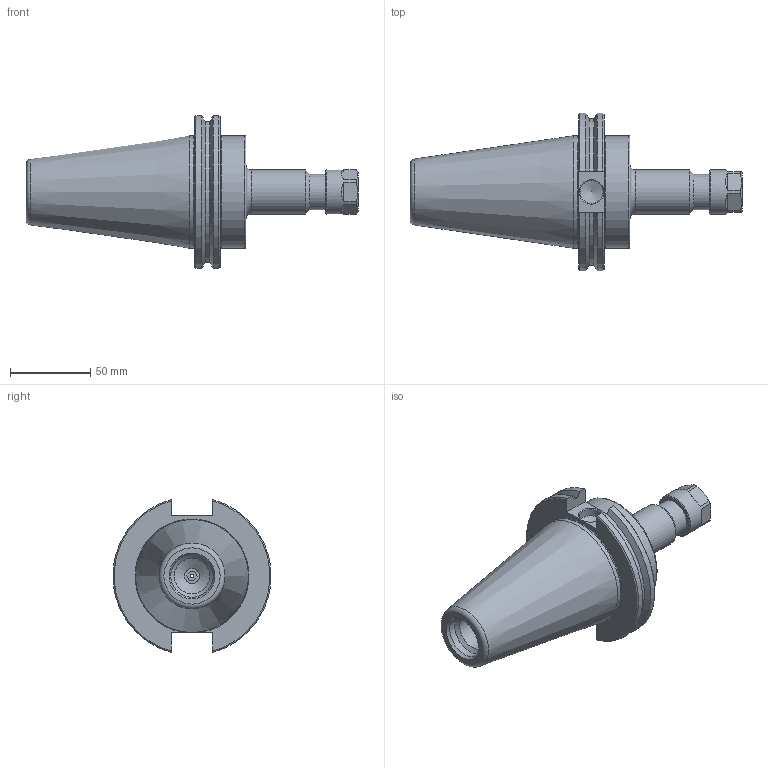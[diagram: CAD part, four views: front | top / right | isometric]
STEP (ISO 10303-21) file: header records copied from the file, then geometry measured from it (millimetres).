
FILE_DESCRIPTION((''),'2;1');
FILE_NAME('C50-16ER4.stp','2014-07-29T11:43:20',('kaykin'),(''),'Autodesk Inventor 2012','Autodesk Inventor 2012','');
FILE_SCHEMA(('AUTOMOTIVE_DESIGN { 1 0 10303 214 1 1 1 1 }'));
Length unit declared in the file: inch
Products named in the file (4): C50-16ER4; C50-16ER4-1; 16ERHPN; BS-20
Assembly tree (3 placements, depth 2):
  C50-16ER4
    C50-16ER4-1
    16ERHPN
    BS-20
Bounding box: 206.25 x 98.05 x 94.99 mm (x, y, z)
Volume: 405837.4 mm3; surface area: 59905.3 mm2
Topology: 4 solids, 4 shells, 108 faces, 247 edges, 154 vertices
Faces by surface type: plane 41, cone 29, cylinder 28, torus 10
Full cylindrical faces by diameter (mm): 2.286 x1, 9.462 x1, 9.728 x1, 10.973 x1, 11.176 x1, 12.04 x1, 14.3 x1, 16.002 x1, 17.01 x1, 17.112 x1, 17.272 x1, 20.066 x1, 20.168 x1, 20.676 x1, 21.971 x1, 22 x1, 22.428 x1, 26.365 x1, 27.432 x1, 27.737 x1, 69.85 x2
Entity records: 2860 total; most frequent: CARTESIAN_POINT 508, DIRECTION 486, ORIENTED_EDGE 370, AXIS2_PLACEMENT_3D 210, EDGE_CURVE 185, EDGE_LOOP 176, VERTEX_POINT 145, FACE_OUTER_BOUND 108
